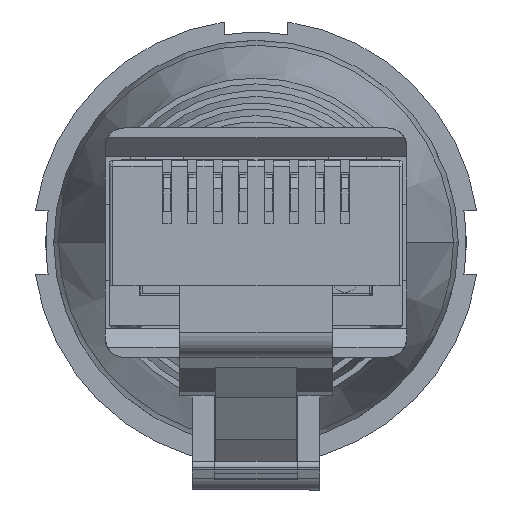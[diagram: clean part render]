
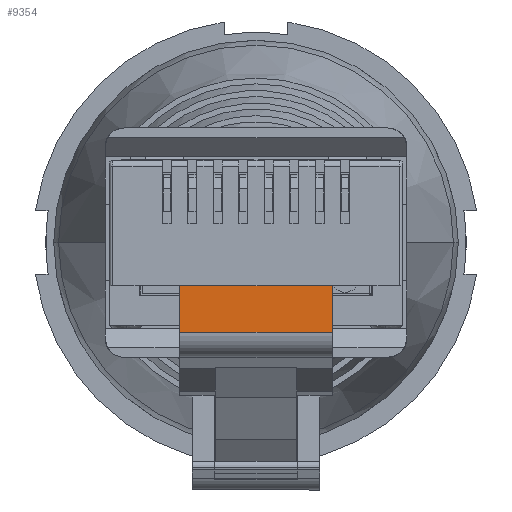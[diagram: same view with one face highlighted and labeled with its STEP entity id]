
A CAD part, left-side view. The second image highlights one B-rep face of the part: STEP entity #9354.
In plain terms, the highlighted face is planar.
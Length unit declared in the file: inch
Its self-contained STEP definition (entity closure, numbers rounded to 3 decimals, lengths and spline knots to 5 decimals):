
#26 = CARTESIAN_POINT ( 'NONE',  ( 0.29094, 0.06693, 0.06398 ) ) ;
#97 = DIRECTION ( 'NONE',  ( -1., 0., 0. ) ) ;
#1709 = EDGE_CURVE ( 'NONE', #3371, #30421, #5279, .T. ) ;
#2162 = VECTOR ( 'NONE', #10739, 39.37008 ) ;
#2459 = CARTESIAN_POINT ( 'NONE',  ( 0.29094, 0.06693, -0.12008 ) ) ;
#3371 = VERTEX_POINT ( 'NONE', #21494 ) ;
#4218 = EDGE_LOOP ( 'NONE', ( #6988, #32036, #19608, #23826 ) ) ;
#5091 = DIRECTION ( 'NONE',  ( 0., 0., -1. ) ) ;
#5279 = LINE ( 'NONE', #2459, #22192 ) ;
#6018 = CARTESIAN_POINT ( 'NONE',  ( 0.29094, 0.13976, 0.12008 ) ) ;
#6988 = ORIENTED_EDGE ( 'NONE', *, *, #16445, .T. ) ;
#7912 = CARTESIAN_POINT ( 'NONE',  ( 0.29094, 0.13976, 0.06398 ) ) ;
#9354 = ADVANCED_FACE ( 'NONE', ( #21550 ), #10804, .F. ) ;
#10267 = DIRECTION ( 'NONE',  ( 0., 1., 0. ) ) ;
#10739 = DIRECTION ( 'NONE',  ( 0., 0., -1. ) ) ;
#10804 = PLANE ( 'NONE',  #33512 ) ;
#12116 = DIRECTION ( 'NONE',  ( 0., 1., 0. ) ) ;
#12227 = CARTESIAN_POINT ( 'NONE',  ( 0.29094, 0.06693, 0.12008 ) ) ;
#12591 = VECTOR ( 'NONE', #5091, 39.37008 ) ;
#13593 = CARTESIAN_POINT ( 'NONE',  ( 0.29094, 0.13976, 0.06398 ) ) ;
#16086 = VERTEX_POINT ( 'NONE', #32300 ) ;
#16445 = EDGE_CURVE ( 'NONE', #16086, #3371, #33980, .T. ) ;
#19451 = EDGE_CURVE ( 'NONE', #16086, #27804, #21002, .T. ) ;
#19608 = ORIENTED_EDGE ( 'NONE', *, *, #31317, .F. ) ;
#21002 = LINE ( 'NONE', #12227, #25980 ) ;
#21494 = CARTESIAN_POINT ( 'NONE',  ( 0.29094, 0.06693, -0.12008 ) ) ;
#21550 = FACE_OUTER_BOUND ( 'NONE', #4218, .T. ) ;
#22192 = VECTOR ( 'NONE', #10267, 39.37008 ) ;
#23485 = CARTESIAN_POINT ( 'NONE',  ( 0.29094, 0.13976, -0.12008 ) ) ;
#23826 = ORIENTED_EDGE ( 'NONE', *, *, #19451, .F. ) ;
#24742 = DIRECTION ( 'NONE',  ( 0., 0., 1. ) ) ;
#25980 = VECTOR ( 'NONE', #12116, 39.37008 ) ;
#27804 = VERTEX_POINT ( 'NONE', #6018 ) ;
#28937 = LINE ( 'NONE', #13593, #2162 ) ;
#30421 = VERTEX_POINT ( 'NONE', #23485 ) ;
#31317 = EDGE_CURVE ( 'NONE', #27804, #30421, #28937, .T. ) ;
#32036 = ORIENTED_EDGE ( 'NONE', *, *, #1709, .T. ) ;
#32300 = CARTESIAN_POINT ( 'NONE',  ( 0.29094, 0.06693, 0.12008 ) ) ;
#33512 = AXIS2_PLACEMENT_3D ( 'NONE', #7912, #97, #24742 ) ;
#33980 = LINE ( 'NONE', #26, #12591 ) ;
